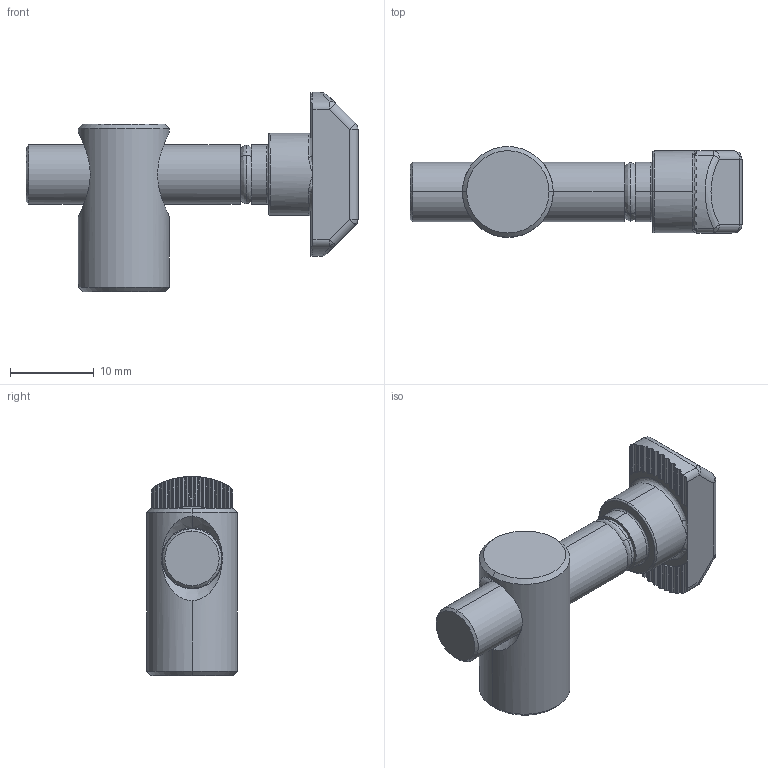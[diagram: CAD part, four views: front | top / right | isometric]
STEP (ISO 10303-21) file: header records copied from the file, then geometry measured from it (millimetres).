
FILE_DESCRIPTION (( 'STEP AP214' ), '1' );
FILE_NAME ('099b08110700s01.STEP', '2014-08-28T11:26:29', ( '' ), ( '' ), 'SwSTEP 2.0', 'SolidWorks 2014', '' );
FILE_SCHEMA (( 'AUTOMOTIVE_DESIGN' ));
Length unit declared in the file: millimetre
Products named in the file (1): 099b08110700s01
Bounding box: 39.7 x 10.85 x 23.8 mm (x, y, z)
Volume: 3568.3 mm3; surface area: 3287.1 mm2
Topology: 4 solids, 4 shells, 412 faces, 1036 edges, 623 vertices
Faces by surface type: cylinder 171, cone 112, plane 93, bspline 36
Entity records: 19896 total; most frequent: CARTESIAN_POINT 6308, ORIENTED_EDGE 2056, DIRECTION 1688, EDGE_CURVE 1028, AXIS2_PLACEMENT_3D 648, VERTEX_POINT 623, UNCERTAINTY_MEASURE_WITH_UNIT 418, STYLED_ITEM 417
